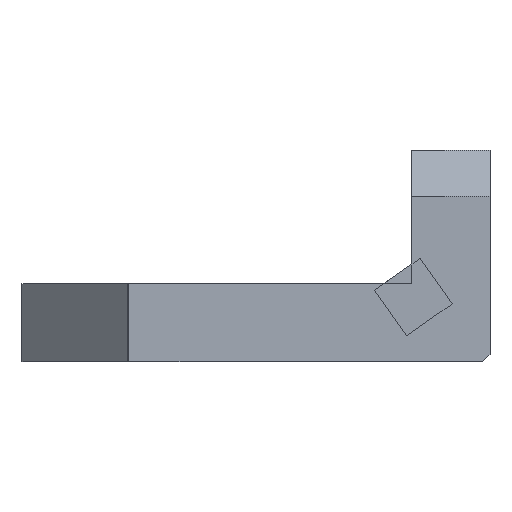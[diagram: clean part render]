
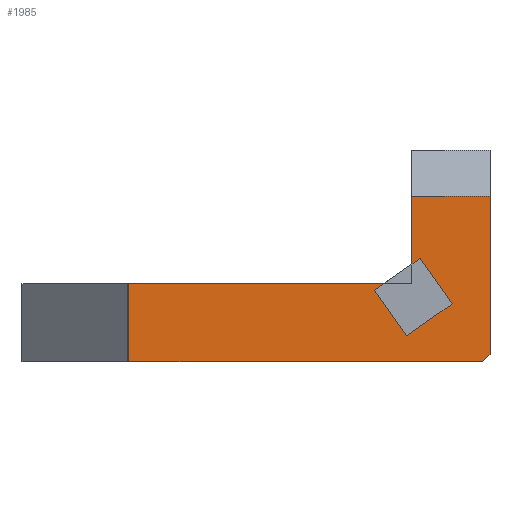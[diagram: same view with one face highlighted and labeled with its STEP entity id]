
A CAD part, left-side view. The second image highlights one B-rep face of the part: STEP entity #1985.
In plain terms, the highlighted planar face has unit normal (-1, 0, 0).
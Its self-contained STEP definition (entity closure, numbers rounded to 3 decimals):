
#61 = EDGE_CURVE('',#62,#64,#66,.T.);
#62 = VERTEX_POINT('',#63);
#63 = CARTESIAN_POINT('',(0.,-1.5,1.858));
#64 = VERTEX_POINT('',#65);
#65 = CARTESIAN_POINT('',(0.,-1.5,-12.358));
#66 = LINE('',#67,#68);
#67 = CARTESIAN_POINT('',(0.,-1.5,6.));
#68 = VECTOR('',#69,1.);
#69 = DIRECTION('',(0.,0.,-1.));
#659 = VERTEX_POINT('',#660);
#660 = CARTESIAN_POINT('',(0.,5.5,-4.217));
#666 = EDGE_CURVE('',#659,#667,#669,.T.);
#667 = VERTEX_POINT('',#668);
#668 = CARTESIAN_POINT('',(0.,5.5,1.858));
#669 = LINE('',#670,#671);
#670 = CARTESIAN_POINT('',(0.,5.5,13.));
#671 = VECTOR('',#672,1.);
#672 = DIRECTION('',(0.,0.,1.));
#1975 = EDGE_CURVE('',#62,#667,#1976,.T.);
#1976 = LINE('',#1977,#1978);
#1977 = CARTESIAN_POINT('',(0.,-5.75,1.858));
#1978 = VECTOR('',#1979,1.);
#1979 = DIRECTION('',(0.,1.,0.));
#1985 = ADVANCED_FACE('',(#1986),#2061,.F.);
#1986 = FACE_BOUND('',#1987,.F.);
#1987 = EDGE_LOOP('',(#1988,#1989,#1990,#1998,#2006,#2014,#2022,#2030,
    #2038,#2046,#2054,#2060));
#1988 = ORIENTED_EDGE('',*,*,#1975,.F.);
#1989 = ORIENTED_EDGE('',*,*,#61,.T.);
#1990 = ORIENTED_EDGE('',*,*,#1991,.F.);
#1991 = EDGE_CURVE('',#1992,#64,#1994,.T.);
#1992 = VERTEX_POINT('',#1993);
#1993 = CARTESIAN_POINT('',(0.,-0.858,-13.));
#1994 = LINE('',#1995,#1996);
#1995 = CARTESIAN_POINT('',(0.,-6.804,
    -7.054));
#1996 = VECTOR('',#1997,1.);
#1997 = DIRECTION('',(0.,-0.707,0.707
    ));
#1998 = ORIENTED_EDGE('',*,*,#1999,.T.);
#1999 = EDGE_CURVE('',#1992,#2000,#2002,.T.);
#2000 = VERTEX_POINT('',#2001);
#2001 = CARTESIAN_POINT('',(0.,31.,-13.));
#2002 = LINE('',#2003,#2004);
#2003 = CARTESIAN_POINT('',(0.,-1.5,-13.));
#2004 = VECTOR('',#2005,1.);
#2005 = DIRECTION('',(0.,1.,0.));
#2006 = ORIENTED_EDGE('',*,*,#2007,.T.);
#2007 = EDGE_CURVE('',#2000,#2008,#2010,.T.);
#2008 = VERTEX_POINT('',#2009);
#2009 = CARTESIAN_POINT('',(0.,31.,-6.));
#2010 = LINE('',#2011,#2012);
#2011 = CARTESIAN_POINT('',(0.,31.,8.));
#2012 = VECTOR('',#2013,1.);
#2013 = DIRECTION('',(0.,0.,1.));
#2014 = ORIENTED_EDGE('',*,*,#2015,.F.);
#2015 = EDGE_CURVE('',#2016,#2008,#2018,.T.);
#2016 = VERTEX_POINT('',#2017);
#2017 = CARTESIAN_POINT('',(0.,8.047,-6.));
#2018 = LINE('',#2019,#2020);
#2019 = CARTESIAN_POINT('',(0.,2.,-6.));
#2020 = VECTOR('',#2021,1.);
#2021 = DIRECTION('',(0.,1.,0.));
#2022 = ORIENTED_EDGE('',*,*,#2023,.T.);
#2023 = EDGE_CURVE('',#2016,#2024,#2026,.T.);
#2024 = VERTEX_POINT('',#2025);
#2025 = CARTESIAN_POINT('',(0.,8.864,
    -6.572));
#2026 = LINE('',#2027,#2028);
#2027 = CARTESIAN_POINT('',(0.,4.768,
    -3.704));
#2028 = VECTOR('',#2029,1.);
#2029 = DIRECTION('',(0.,0.819,
    -0.574));
#2030 = ORIENTED_EDGE('',*,*,#2031,.F.);
#2031 = EDGE_CURVE('',#2032,#2024,#2034,.T.);
#2032 = VERTEX_POINT('',#2033);
#2033 = CARTESIAN_POINT('',(0.,5.996,
    -10.668));
#2034 = LINE('',#2035,#2036);
#2035 = CARTESIAN_POINT('',(0.,5.996,
    -10.668));
#2036 = VECTOR('',#2037,1.);
#2037 = DIRECTION('',(0.,0.574,0.819)
  );
#2038 = ORIENTED_EDGE('',*,*,#2039,.F.);
#2039 = EDGE_CURVE('',#2040,#2032,#2042,.T.);
#2040 = VERTEX_POINT('',#2041);
#2041 = CARTESIAN_POINT('',(0.,1.9,-7.8));
#2042 = LINE('',#2043,#2044);
#2043 = CARTESIAN_POINT('',(0.,1.9,-7.8));
#2044 = VECTOR('',#2045,1.);
#2045 = DIRECTION('',(0.,0.819,
    -0.574));
#2046 = ORIENTED_EDGE('',*,*,#2047,.T.);
#2047 = EDGE_CURVE('',#2040,#2048,#2050,.T.);
#2048 = VERTEX_POINT('',#2049);
#2049 = CARTESIAN_POINT('',(0.,4.768,
    -3.704));
#2050 = LINE('',#2051,#2052);
#2051 = CARTESIAN_POINT('',(0.,1.9,-7.8));
#2052 = VECTOR('',#2053,1.);
#2053 = DIRECTION('',(0.,0.574,0.819)
  );
#2054 = ORIENTED_EDGE('',*,*,#2055,.T.);
#2055 = EDGE_CURVE('',#2048,#659,#2056,.T.);
#2056 = LINE('',#2057,#2058);
#2057 = CARTESIAN_POINT('',(0.,4.768,
    -3.704));
#2058 = VECTOR('',#2059,1.);
#2059 = DIRECTION('',(0.,0.819,
    -0.574));
#2060 = ORIENTED_EDGE('',*,*,#666,.T.);
#2061 = PLANE('',#2062);
#2062 = AXIS2_PLACEMENT_3D('',#2063,#2064,#2065);
#2063 = CARTESIAN_POINT('',(0.,-1.5,6.));
#2064 = DIRECTION('',(1.,0.,0.));
#2065 = DIRECTION('',(0.,0.,-1.));
